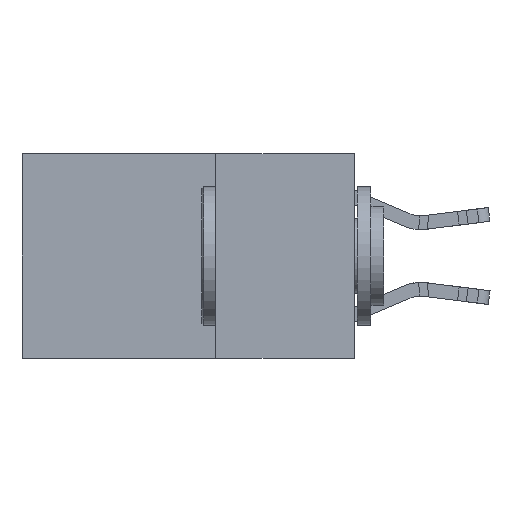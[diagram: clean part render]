
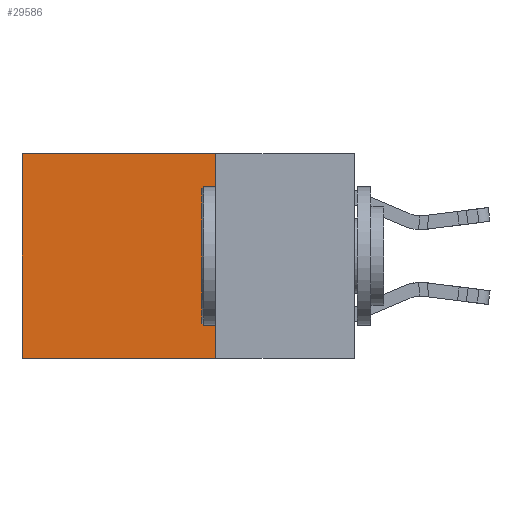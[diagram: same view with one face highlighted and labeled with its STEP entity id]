
A CAD part, left-side view. The second image highlights one B-rep face of the part: STEP entity #29586.
In plain terms, the highlighted planar face has unit normal (-1, 0, 0).
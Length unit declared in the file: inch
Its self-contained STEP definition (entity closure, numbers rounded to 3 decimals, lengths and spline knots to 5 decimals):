
#822 = EDGE_LOOP ( 'NONE', ( #16223, #30213, #25503, #18702 ) ) ;
#2613 = LINE ( 'NONE', #17112, #27382 ) ;
#2791 = CARTESIAN_POINT ( 'NONE',  ( 0.2625, 0.25, 0. ) ) ;
#4390 = CARTESIAN_POINT ( 'NONE',  ( 0.2625, 0.25, -0.37 ) ) ;
#4597 = DIRECTION ( 'NONE',  ( 0., 1., 0. ) ) ;
#5230 = DIRECTION ( 'NONE',  ( 0., 0., -1. ) ) ;
#5477 = EDGE_CURVE ( 'NONE', #28554, #15091, #14370, .T. ) ;
#6072 = CARTESIAN_POINT ( 'NONE',  ( 0.2625, 0.25, 0. ) ) ;
#12303 = LINE ( 'NONE', #17997, #30634 ) ;
#13284 = DIRECTION ( 'NONE',  ( 0., 1., 0. ) ) ;
#13362 = EDGE_CURVE ( 'NONE', #28554, #30265, #2613, .T. ) ;
#13888 = VERTEX_POINT ( 'NONE', #21307 ) ;
#14370 = LINE ( 'NONE', #6072, #25630 ) ;
#14874 = FACE_OUTER_BOUND ( 'NONE', #822, .T. ) ;
#15091 = VERTEX_POINT ( 'NONE', #25627 ) ;
#15595 = DIRECTION ( 'NONE',  ( 0., 0., -1. ) ) ;
#16223 = ORIENTED_EDGE ( 'NONE', *, *, #28962, .T. ) ;
#17112 = CARTESIAN_POINT ( 'NONE',  ( 0.2625, 0.25, 0. ) ) ;
#17162 = PLANE ( 'NONE',  #22531 ) ;
#17997 = CARTESIAN_POINT ( 'NONE',  ( 0.2625, 0.6, 0. ) ) ;
#18702 = ORIENTED_EDGE ( 'NONE', *, *, #5477, .T. ) ;
#19578 = DIRECTION ( 'NONE',  ( 1., 0., 0. ) ) ;
#21307 = CARTESIAN_POINT ( 'NONE',  ( 0.2625, 0.6, -0.37 ) ) ;
#22531 = AXIS2_PLACEMENT_3D ( 'NONE', #2791, #19578, #5230 ) ;
#25127 = EDGE_CURVE ( 'NONE', #30265, #13888, #30098, .T. ) ;
#25503 = ORIENTED_EDGE ( 'NONE', *, *, #13362, .F. ) ;
#25627 = CARTESIAN_POINT ( 'NONE',  ( 0.2625, 0.6, 0. ) ) ;
#25630 = VECTOR ( 'NONE', #13284, 39.37008 ) ;
#26210 = CARTESIAN_POINT ( 'NONE',  ( 0.2625, 0.25, 0. ) ) ;
#27100 = CARTESIAN_POINT ( 'NONE',  ( 0.2625, 0.25, -0.37 ) ) ;
#27382 = VECTOR ( 'NONE', #29164, 39.37008 ) ;
#28554 = VERTEX_POINT ( 'NONE', #26210 ) ;
#28613 = VECTOR ( 'NONE', #4597, 39.37008 ) ;
#28962 = EDGE_CURVE ( 'NONE', #15091, #13888, #12303, .T. ) ;
#29164 = DIRECTION ( 'NONE',  ( 0., 0., -1. ) ) ;
#29586 = ADVANCED_FACE ( 'NONE', ( #14874 ), #17162, .F. ) ;
#30098 = LINE ( 'NONE', #4390, #28613 ) ;
#30213 = ORIENTED_EDGE ( 'NONE', *, *, #25127, .F. ) ;
#30265 = VERTEX_POINT ( 'NONE', #27100 ) ;
#30634 = VECTOR ( 'NONE', #15595, 39.37008 ) ;
